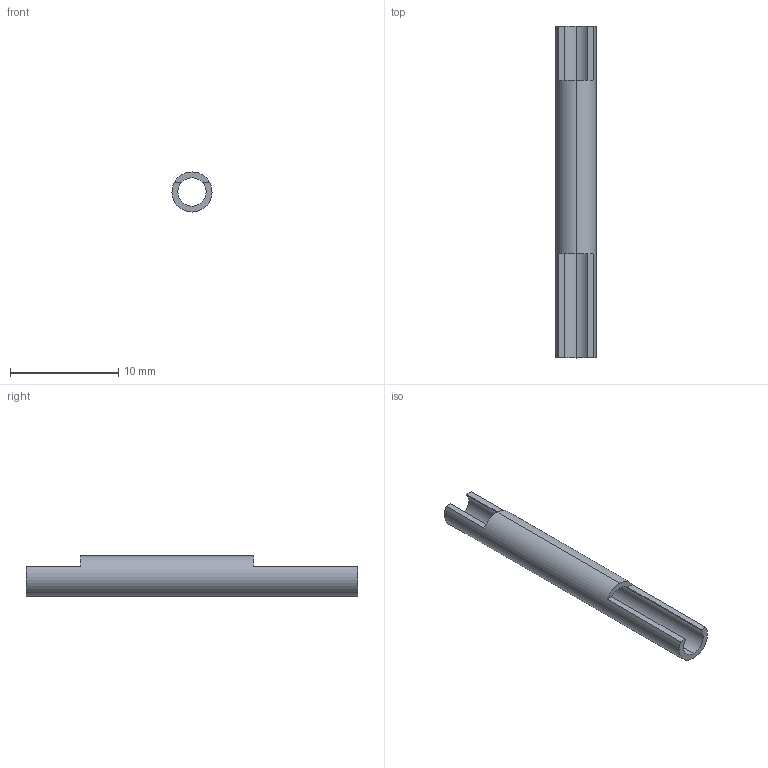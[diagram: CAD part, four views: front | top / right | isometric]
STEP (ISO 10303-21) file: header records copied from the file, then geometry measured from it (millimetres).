
FILE_DESCRIPTION (( 'STEP AP214' ), '1' );
FILE_NAME ('Pot Activator - Add.step', '2017-12-20T20:52:03', ( '' ), ( '' ), 'SwSTEP 2.0', 'SolidWorks 2016', '' );
FILE_SCHEMA (( 'AUTOMOTIVE_DESIGN' ));
Length unit declared in the file: millimetre
Products named in the file (1): Pot Activator - Add
Bounding box: 3.7 x 30.6 x 3.7 mm (x, y, z)
Volume: 141.2 mm3; surface area: 541.1 mm2
Topology: 1 solids, 1 shells, 16 faces, 48 edges, 32 vertices
Faces by surface type: plane 12, cylinder 4
Entity records: 586 total; most frequent: DIRECTION 98, CARTESIAN_POINT 97, ORIENTED_EDGE 96, EDGE_CURVE 48, AXIS2_PLACEMENT_3D 33, VERTEX_POINT 32, LINE 32, VECTOR 32
